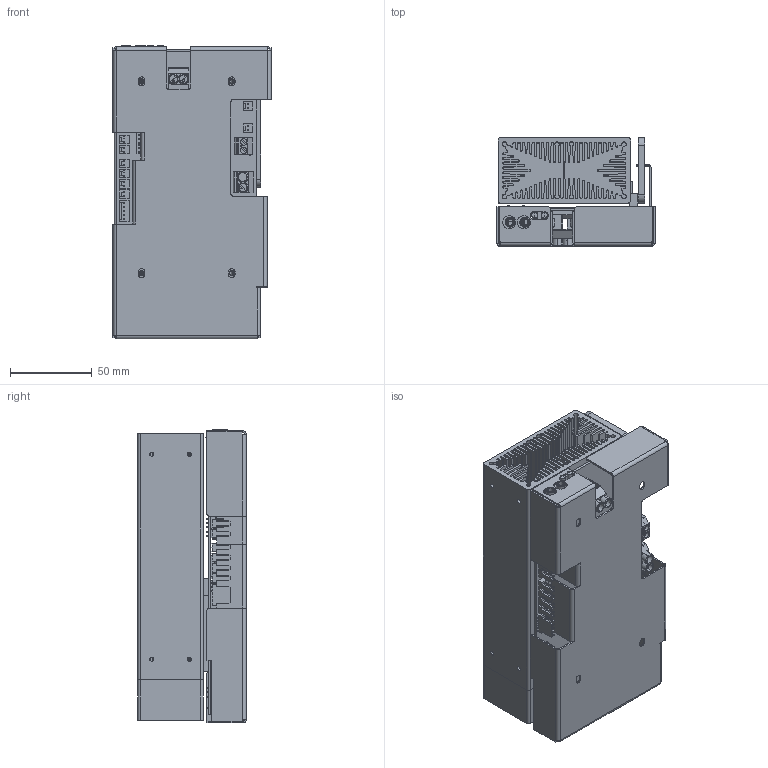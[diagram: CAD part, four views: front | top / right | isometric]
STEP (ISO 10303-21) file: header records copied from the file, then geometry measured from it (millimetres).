
FILE_DESCRIPTION (( 'STEP AP203' ), '1' );
FILE_NAME ('CCM_mini.STEP', '2023-07-10T14:57:52', ( '' ), ( '' ), 'SwSTEP 2.0', 'SolidWorks 2021', '' );
FILE_SCHEMA (( 'CONFIG_CONTROL_DESIGN' ));
Length unit declared in the file: millimetre
Products named in the file (1): CCM_mini
Bounding box: 96.5 x 66.15 x 179.05 mm (x, y, z)
Surface area: 327947.2 mm2 (no closed solid volume)
Topology: 0 solids, 71 shells, 1165 faces, 4100 edges, 2957 vertices
Faces by surface type: plane 755, cylinder 384, torus 16, sphere 5, cone 4, bspline 1
Full cylindrical faces by diameter (mm): 2.5 x6, 3.3 x4, 4.08 x1, 5.3 x4, 8 x2
Entity records: 45808 total; most frequent: CARTESIAN_POINT 10895, DIRECTION 7036, ORIENTED_EDGE 6763, EDGE_CURVE 4073, VERTEX_POINT 2947, VECTOR 2944, LINE 2944, AXIS2_PLACEMENT_3D 2046
